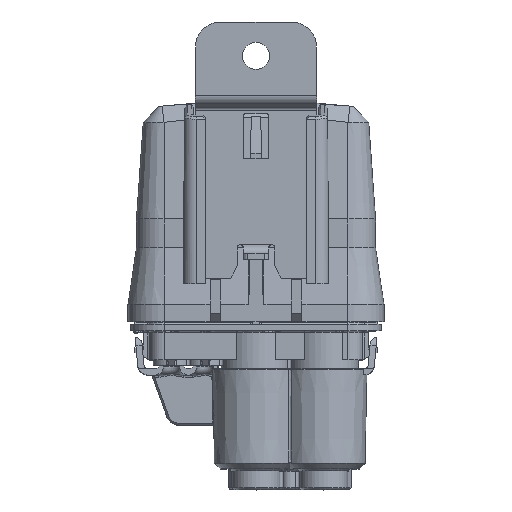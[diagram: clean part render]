
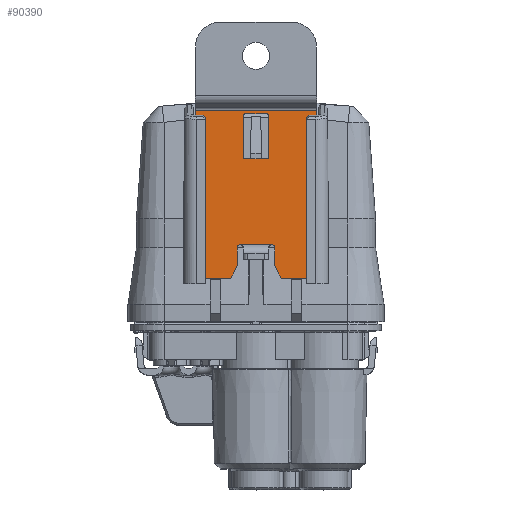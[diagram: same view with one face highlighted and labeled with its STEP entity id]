
A CAD part, top view. The second image highlights one B-rep face of the part: STEP entity #90390.
In plain terms, the highlighted face is planar.
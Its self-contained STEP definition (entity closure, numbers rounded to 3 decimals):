
#89443=DIRECTION('',(0.,1.,0.));
#89444=VECTOR('',#89443,9.785);
#89445=CARTESIAN_POINT('',(-3.,-10.382,2.502));
#89446=LINE('',#89445,#89444);
#89447=CARTESIAN_POINT('',(-2.5,-0.597,2.502));
#89448=DIRECTION('',(0.,0.,1.));
#89449=DIRECTION('',(0.,1.,0.));
#89450=AXIS2_PLACEMENT_3D('',#89447,#89448,#89449);
#89452=DIRECTION('',(1.,0.,0.));
#89453=VECTOR('',#89452,5.);
#89454=CARTESIAN_POINT('',(-2.5,-0.097,2.502));
#89455=LINE('',#89454,#89453);
#89456=CARTESIAN_POINT('',(2.5,-0.597,2.502));
#89457=DIRECTION('',(0.,0.,1.));
#89458=DIRECTION('',(1.,0.,0.));
#89459=AXIS2_PLACEMENT_3D('',#89456,#89457,#89458);
#89461=DIRECTION('',(0.,-1.,0.));
#89462=VECTOR('',#89461,9.785);
#89463=CARTESIAN_POINT('',(3.,-0.597,2.502));
#89464=LINE('',#89463,#89462);
#89465=CARTESIAN_POINT('',(2.5,-10.382,2.502));
#89466=DIRECTION('',(0.,0.,1.));
#89467=DIRECTION('',(0.,-1.,0.));
#89468=AXIS2_PLACEMENT_3D('',#89465,#89466,#89467);
#89470=DIRECTION('',(-1.,0.,0.));
#89471=VECTOR('',#89470,5.);
#89472=CARTESIAN_POINT('',(2.5,-10.882,2.502));
#89473=LINE('',#89472,#89471);
#89474=CARTESIAN_POINT('',(-2.5,-10.382,2.502));
#89475=DIRECTION('',(0.,0.,1.));
#89476=DIRECTION('',(-1.,0.,0.));
#89477=AXIS2_PLACEMENT_3D('',#89474,#89475,#89476);
#89479=DIRECTION('',(0.447,-0.894,0.));
#89480=VECTOR('',#89479,4.472);
#89481=CARTESIAN_POINT('',(12.5,28.503,2.502));
#89482=LINE('',#89481,#89480);
#89483=DIRECTION('',(-1.,0.,0.));
#89484=VECTOR('',#89483,6.499);
#89485=CARTESIAN_POINT('',(12.5,28.503,2.502));
#89486=LINE('',#89485,#89484);
#89487=DIRECTION('',(-0.447,-0.894,0.));
#89488=VECTOR('',#89487,3.357);
#89489=CARTESIAN_POINT('',(6.001,28.503,2.502));
#89490=LINE('',#89489,#89488);
#89491=DIRECTION('',(0.,-1.,0.));
#89492=VECTOR('',#89491,4.25);
#89493=CARTESIAN_POINT('',(4.5,25.5,2.502));
#89494=LINE('',#89493,#89492);
#89495=DIRECTION('',(1.,0.,0.));
#89496=VECTOR('',#89495,0.75);
#89497=CARTESIAN_POINT('',(3.,20.5,2.502));
#89498=LINE('',#89497,#89496);
#89499=DIRECTION('',(1.,0.,0.));
#89500=VECTOR('',#89499,0.75);
#89501=CARTESIAN_POINT('',(-3.75,20.5,2.502));
#89502=LINE('',#89501,#89500);
#89503=DIRECTION('',(0.,1.,0.));
#89504=VECTOR('',#89503,4.25);
#89505=CARTESIAN_POINT('',(-4.5,21.25,2.502));
#89506=LINE('',#89505,#89504);
#89507=DIRECTION('',(0.447,-0.894,0.));
#89508=VECTOR('',#89507,3.357);
#89509=CARTESIAN_POINT('',(-6.001,28.503,
2.502));
#89510=LINE('',#89509,#89508);
#89511=DIRECTION('',(-1.,0.,0.));
#89512=VECTOR('',#89511,6.499);
#89513=CARTESIAN_POINT('',(-6.001,28.503,
2.502));
#89514=LINE('',#89513,#89512);
#89515=DIRECTION('',(0.447,0.894,0.));
#89516=VECTOR('',#89515,4.472);
#89517=CARTESIAN_POINT('',(-14.5,24.503,2.502));
#89518=LINE('',#89517,#89516);
#89519=DIRECTION('',(0.,-1.,0.));
#89520=VECTOR('',#89519,36.121);
#89521=CARTESIAN_POINT('',(-14.5,24.503,2.502));
#89522=LINE('',#89521,#89520);
#89523=DIRECTION('',(0.,1.,0.));
#89524=VECTOR('',#89523,36.121);
#89525=CARTESIAN_POINT('',(14.5,-11.618,2.502));
#89526=LINE('',#89525,#89524);
#89595=CARTESIAN_POINT('',(3.75,21.25,2.502));
#89596=DIRECTION('',(0.,0.,1.));
#89597=DIRECTION('',(0.,-1.,0.));
#89598=AXIS2_PLACEMENT_3D('',#89595,#89596,#89597);
#89654=CARTESIAN_POINT('',(-3.75,21.25,2.502));
#89655=DIRECTION('',(0.,0.,1.));
#89656=DIRECTION('',(-1.,0.,0.));
#89657=AXIS2_PLACEMENT_3D('',#89654,#89655,#89656);
#89709=DIRECTION('',(1.,0.,0.));
#89710=VECTOR('',#89709,6.);
#89711=CARTESIAN_POINT('',(-3.,20.5,2.502));
#89712=LINE('',#89711,#89710);
#89827=DIRECTION('',(1.,0.,0.));
#89828=VECTOR('',#89827,29.);
#89829=CARTESIAN_POINT('',(-14.5,-11.618,2.502));
#89830=LINE('',#89829,#89828);
#89923=CARTESIAN_POINT('',(-14.5,-11.618,2.502));
#89924=CARTESIAN_POINT('',(14.5,-11.618,2.502));
#89925=VERTEX_POINT('',#89923);
#89926=VERTEX_POINT('',#89924);
#89927=CARTESIAN_POINT('',(-3.,-10.382,2.502));
#89928=CARTESIAN_POINT('',(-3.,-0.597,2.502));
#89929=VERTEX_POINT('',#89927);
#89930=VERTEX_POINT('',#89928);
#89931=CARTESIAN_POINT('',(-2.5,-0.097,2.502));
#89932=VERTEX_POINT('',#89931);
#89933=CARTESIAN_POINT('',(2.5,-0.097,2.502));
#89934=VERTEX_POINT('',#89933);
#89935=CARTESIAN_POINT('',(3.,-0.597,2.502));
#89936=VERTEX_POINT('',#89935);
#89937=CARTESIAN_POINT('',(3.,-10.382,2.502));
#89938=VERTEX_POINT('',#89937);
#89939=CARTESIAN_POINT('',(2.5,-10.882,2.502));
#89940=VERTEX_POINT('',#89939);
#89941=CARTESIAN_POINT('',(-2.5,-10.882,2.502));
#89942=VERTEX_POINT('',#89941);
#89967=CARTESIAN_POINT('',(-6.001,28.503,
2.502));
#89969=VERTEX_POINT('',#89967);
#89979=CARTESIAN_POINT('',(-4.5,25.5,2.502));
#89980=VERTEX_POINT('',#89979);
#89981=CARTESIAN_POINT('',(6.001,28.503,2.502));
#89982=CARTESIAN_POINT('',(4.5,25.5,2.502));
#89983=VERTEX_POINT('',#89981);
#89984=VERTEX_POINT('',#89982);
#89996=CARTESIAN_POINT('',(4.5,21.25,2.502));
#89998=VERTEX_POINT('',#89996);
#89999=CARTESIAN_POINT('',(3.,20.5,2.502));
#90000=CARTESIAN_POINT('',(3.75,20.5,2.502));
#90001=VERTEX_POINT('',#89999);
#90002=VERTEX_POINT('',#90000);
#90009=CARTESIAN_POINT('',(-3.,20.5,2.502));
#90010=VERTEX_POINT('',#90009);
#90011=CARTESIAN_POINT('',(-4.5,21.25,2.502));
#90012=CARTESIAN_POINT('',(-3.75,20.5,2.502));
#90013=VERTEX_POINT('',#90011);
#90014=VERTEX_POINT('',#90012);
#90057=CARTESIAN_POINT('',(12.5,28.503,2.502));
#90058=VERTEX_POINT('',#90057);
#90059=CARTESIAN_POINT('',(14.5,24.503,2.502));
#90060=VERTEX_POINT('',#90059);
#90065=CARTESIAN_POINT('',(-14.5,24.503,2.502));
#90066=VERTEX_POINT('',#90065);
#90067=CARTESIAN_POINT('',(-12.5,28.503,2.502));
#90068=VERTEX_POINT('',#90067);
#90334=CARTESIAN_POINT('',(14.5,-12.784,2.502));
#90335=DIRECTION('',(0.,0.,1.));
#90336=DIRECTION('',(1.,0.,0.));
#90337=AXIS2_PLACEMENT_3D('',#90334,#90335,#90336);
#90338=PLANE('',#90337);
#90340=ORIENTED_EDGE('',*,*,#90339,.F.);
#90342=ORIENTED_EDGE('',*,*,#90341,.T.);
#90344=ORIENTED_EDGE('',*,*,#90343,.T.);
#90346=ORIENTED_EDGE('',*,*,#90345,.T.);
#90348=ORIENTED_EDGE('',*,*,#90347,.F.);
#90350=ORIENTED_EDGE('',*,*,#90349,.F.);
#90352=ORIENTED_EDGE('',*,*,#90351,.F.);
#90354=ORIENTED_EDGE('',*,*,#90353,.F.);
#90356=ORIENTED_EDGE('',*,*,#90355,.F.);
#90358=ORIENTED_EDGE('',*,*,#90357,.T.);
#90360=ORIENTED_EDGE('',*,*,#90359,.F.);
#90362=ORIENTED_EDGE('',*,*,#90361,.T.);
#90364=ORIENTED_EDGE('',*,*,#90363,.F.);
#90366=ORIENTED_EDGE('',*,*,#90365,.T.);
#90368=ORIENTED_EDGE('',*,*,#90367,.T.);
#90370=ORIENTED_EDGE('',*,*,#90369,.T.);
#90371=EDGE_LOOP('',(#90340,#90342,#90344,#90346,#90348,#90350,#90352,#90354,
#90356,#90358,#90360,#90362,#90364,#90366,#90368,#90370));
#90372=FACE_OUTER_BOUND('',#90371,.F.);
#90373=ORIENTED_EDGE('',*,*,#90324,.T.);
#90375=ORIENTED_EDGE('',*,*,#90374,.F.);
#90377=ORIENTED_EDGE('',*,*,#90376,.T.);
#90379=ORIENTED_EDGE('',*,*,#90378,.F.);
#90381=ORIENTED_EDGE('',*,*,#90380,.T.);
#90383=ORIENTED_EDGE('',*,*,#90382,.F.);
#90385=ORIENTED_EDGE('',*,*,#90384,.T.);
#90387=ORIENTED_EDGE('',*,*,#90386,.F.);
#90388=EDGE_LOOP('',(#90373,#90375,#90377,#90379,#90381,#90383,#90385,#90387));
#90389=FACE_BOUND('',#90388,.F.);
#90390=ADVANCED_FACE('',(#90372,#90389),#90338,.F.);
#89451=CIRCLE('',#89450,0.5);
#89460=CIRCLE('',#89459,0.5);
#89469=CIRCLE('',#89468,0.5);
#89478=CIRCLE('',#89477,0.5);
#89599=CIRCLE('',#89598,0.75);
#89658=CIRCLE('',#89657,0.75);
#90324=EDGE_CURVE('',#89929,#89930,#89446,.T.);
#90339=EDGE_CURVE('',#90058,#90060,#89482,.T.);
#90341=EDGE_CURVE('',#90058,#89983,#89486,.T.);
#90343=EDGE_CURVE('',#89983,#89984,#89490,.T.);
#90345=EDGE_CURVE('',#89984,#89998,#89494,.T.);
#90347=EDGE_CURVE('',#90002,#89998,#89599,.T.);
#90349=EDGE_CURVE('',#90001,#90002,#89498,.T.);
#90351=EDGE_CURVE('',#90010,#90001,#89712,.T.);
#90353=EDGE_CURVE('',#90014,#90010,#89502,.T.);
#90355=EDGE_CURVE('',#90013,#90014,#89658,.T.);
#90357=EDGE_CURVE('',#90013,#89980,#89506,.T.);
#90359=EDGE_CURVE('',#89969,#89980,#89510,.T.);
#90361=EDGE_CURVE('',#89969,#90068,#89514,.T.);
#90363=EDGE_CURVE('',#90066,#90068,#89518,.T.);
#90365=EDGE_CURVE('',#90066,#89925,#89522,.T.);
#90367=EDGE_CURVE('',#89925,#89926,#89830,.T.);
#90369=EDGE_CURVE('',#89926,#90060,#89526,.T.);
#90374=EDGE_CURVE('',#89932,#89930,#89451,.T.);
#90376=EDGE_CURVE('',#89932,#89934,#89455,.T.);
#90378=EDGE_CURVE('',#89936,#89934,#89460,.T.);
#90380=EDGE_CURVE('',#89936,#89938,#89464,.T.);
#90382=EDGE_CURVE('',#89940,#89938,#89469,.T.);
#90384=EDGE_CURVE('',#89940,#89942,#89473,.T.);
#90386=EDGE_CURVE('',#89929,#89942,#89478,.T.);
